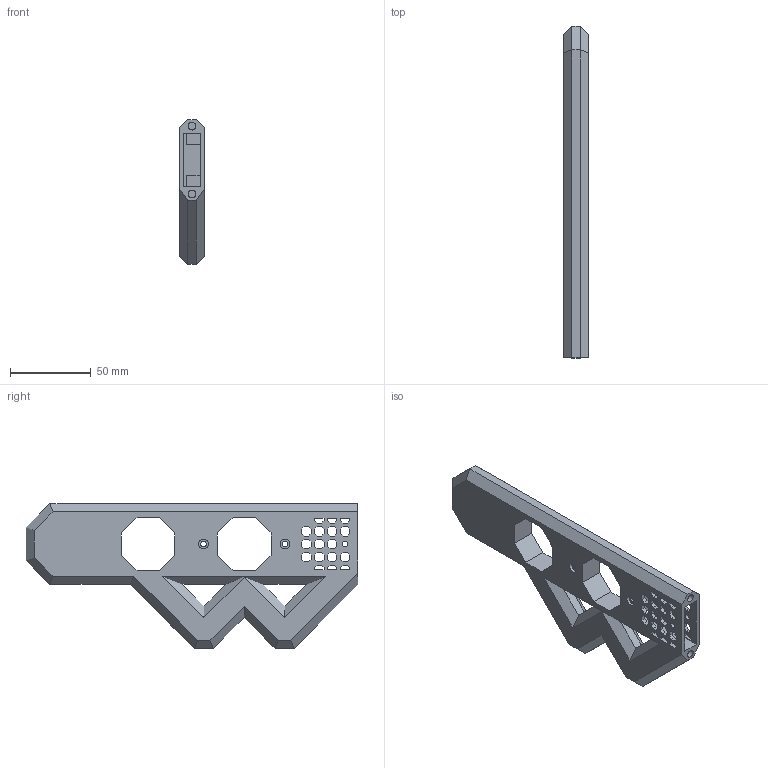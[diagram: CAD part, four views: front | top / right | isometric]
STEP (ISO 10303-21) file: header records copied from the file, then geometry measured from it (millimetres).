
FILE_DESCRIPTION(/* description */ ('STEP AP242','CAx-IF Rec.Pracs.---Representation and Presentation of Product Manufacturing Information (PMI)---4.0---2014-10-13','CAx-IF Rec.Pracs.---3D Tessellated Geometry---0.4---2014-09-14','2;1'),/* implementation_level */ '2;1');
FILE_NAME(/* name */ '6516650fa7e3455f0d55a6f6',/* time_stamp */ '2023-09-29T05:48:01Z',/* author */ (''),/* organization */ (''),/* preprocessor_version */ 'ST-DEVELOPER v19.4',/* originating_system */ ' ',/* authorisation */ ' ');
FILE_SCHEMA (('AP242_MANAGED_MODEL_BASED_3D_ENGINEERING_MIM_LF { 1 0 10303 442 1 1 4 }'));
Length unit declared in the file: metre
Products named in the file (1): track_support_ext_dx
Bounding box: 15 x 205.4 x 89.5 mm (x, y, z)
Volume: 124474.7 mm3; surface area: 41361.5 mm2
Topology: 1 solids, 1 shells, 362 faces, 1049 edges, 685 vertices
Faces by surface type: plane 350, cylinder 12
Full cylindrical faces by diameter (mm): 3.4 x4, 4.8 x2, 6 x2, 10 x1, 14 x2, 30 x1
Entity records: 11760 total; most frequent: CARTESIAN_POINT 2079, ORIENTED_EDGE 2068, DIRECTION 1792, EDGE_CURVE 1034, LINE 1002, VECTOR 1002, VERTEX_POINT 682, EDGE_LOOP 462
